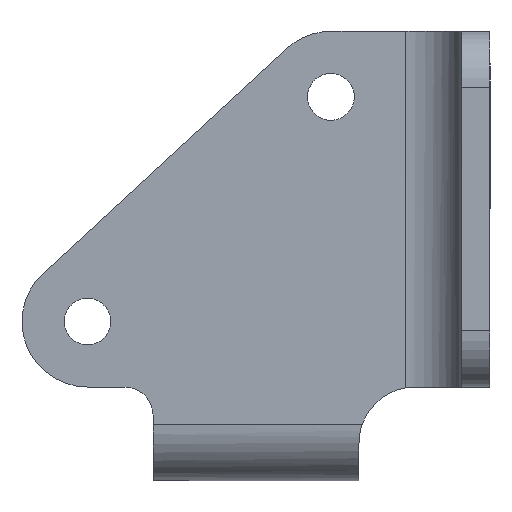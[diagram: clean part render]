
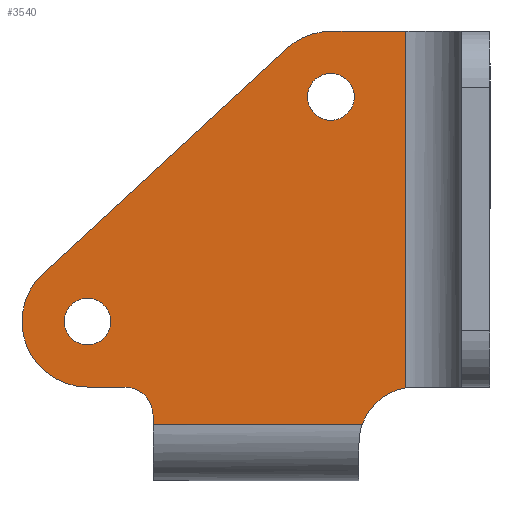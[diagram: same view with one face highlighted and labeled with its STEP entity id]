
A CAD part, left-side view. The second image highlights one B-rep face of the part: STEP entity #3540.
In plain terms, the highlighted planar face has unit normal (-1, 0, 0).
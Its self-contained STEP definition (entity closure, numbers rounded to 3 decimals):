
#49 = VECTOR ( 'NONE', #2152, 1000. ) ;
#66 = DIRECTION ( 'NONE',  ( 1., 0., 0. ) ) ;
#97 = PLANE ( 'NONE',  #5304 ) ;
#149 = VECTOR ( 'NONE', #1662, 1000. ) ;
#178 = AXIS2_PLACEMENT_3D ( 'NONE', #5515, #918, #4329 ) ;
#242 = CIRCLE ( 'NONE', #3469, 3. ) ;
#283 = CIRCLE ( 'NONE', #1813, 6. ) ;
#377 = DIRECTION ( 'NONE',  ( 0., 0., -1. ) ) ;
#379 = ORIENTED_EDGE ( 'NONE', *, *, #3423, .T. ) ;
#383 = LINE ( 'NONE', #1147, #2687 ) ;
#463 = EDGE_CURVE ( 'NONE', #2725, #4698, #2320, .T. ) ;
#512 = CARTESIAN_POINT ( 'NONE',  ( -10., -8., -31.084 ) ) ;
#522 = FACE_BOUND ( 'NONE', #1473, .T. ) ;
#615 = EDGE_CURVE ( 'NONE', #3207, #1781, #1637, .T. ) ;
#627 = ORIENTED_EDGE ( 'NONE', *, *, #4505, .T. ) ;
#657 = DIRECTION ( 'NONE',  ( 1., 0., 0. ) ) ;
#667 = ORIENTED_EDGE ( 'NONE', *, *, #463, .F. ) ;
#681 = EDGE_CURVE ( 'NONE', #5052, #5390, #3448, .T. ) ;
#833 = CARTESIAN_POINT ( 'NONE',  ( -10., -17., 7. ) ) ;
#918 = DIRECTION ( 'NONE',  ( 1., 0., 0. ) ) ;
#981 = VERTEX_POINT ( 'NONE', #3256 ) ;
#1001 = ORIENTED_EDGE ( 'NONE', *, *, #3034, .F. ) ;
#1147 = CARTESIAN_POINT ( 'NONE',  ( -10., -8., 7. ) ) ;
#1183 = CIRCLE ( 'NONE', #1452, 7. ) ;
#1279 = CARTESIAN_POINT ( 'NONE',  ( -10., 26., -24. ) ) ;
#1286 = CARTESIAN_POINT ( 'NONE',  ( -10., 26., -24. ) ) ;
#1322 = CIRCLE ( 'NONE', #4453, 2.5 ) ;
#1344 = CIRCLE ( 'NONE', #1971, 7. ) ;
#1381 = CARTESIAN_POINT ( 'NONE',  ( -10., 0., 2.5 ) ) ;
#1390 = EDGE_CURVE ( 'NONE', #4260, #2319, #4244, .T. ) ;
#1391 = FACE_OUTER_BOUND ( 'NONE', #4528, .T. ) ;
#1452 = AXIS2_PLACEMENT_3D ( 'NONE', #1279, #3066, #377 ) ;
#1473 = EDGE_LOOP ( 'NONE', ( #4985, #3703 ) ) ;
#1637 = LINE ( 'NONE', #2460, #149 ) ;
#1662 = DIRECTION ( 'NONE',  ( 0., -1., 0. ) ) ;
#1668 = VECTOR ( 'NONE', #5426, 1000. ) ;
#1746 = VERTEX_POINT ( 'NONE', #3061 ) ;
#1771 = DIRECTION ( 'NONE',  ( 1., 0., 0. ) ) ;
#1781 = VERTEX_POINT ( 'NONE', #2187 ) ;
#1792 = CIRCLE ( 'NONE', #2053, 2.5 ) ;
#1813 = AXIS2_PLACEMENT_3D ( 'NONE', #2984, #66, #5174 ) ;
#1958 = EDGE_CURVE ( 'NONE', #2818, #4588, #1792, .T. ) ;
#1971 = AXIS2_PLACEMENT_3D ( 'NONE', #3577, #3521, #4028 ) ;
#2053 = AXIS2_PLACEMENT_3D ( 'NONE', #4488, #657, #2346 ) ;
#2080 = LINE ( 'NONE', #833, #4571 ) ;
#2104 = EDGE_CURVE ( 'NONE', #4698, #1746, #1344, .T. ) ;
#2152 = DIRECTION ( 'NONE',  ( 0., 1., 0. ) ) ;
#2187 = CARTESIAN_POINT ( 'NONE',  ( -10., -3.343, -35. ) ) ;
#2239 = CARTESIAN_POINT ( 'NONE',  ( -10., 26., -31. ) ) ;
#2319 = VERTEX_POINT ( 'NONE', #5085 ) ;
#2320 = LINE ( 'NONE', #4095, #1668 ) ;
#2340 = EDGE_CURVE ( 'NONE', #4588, #2818, #2862, .T. ) ;
#2346 = DIRECTION ( 'NONE',  ( 0., 0., -1. ) ) ;
#2409 = VERTEX_POINT ( 'NONE', #2525 ) ;
#2460 = CARTESIAN_POINT ( 'NONE',  ( -10., 19., -35. ) ) ;
#2525 = CARTESIAN_POINT ( 'NONE',  ( -10., -8., 7. ) ) ;
#2616 = EDGE_LOOP ( 'NONE', ( #627, #4296 ) ) ;
#2641 = DIRECTION ( 'NONE',  ( 1., 0., 0. ) ) ;
#2687 = VECTOR ( 'NONE', #2882, 1000. ) ;
#2725 = VERTEX_POINT ( 'NONE', #2977 ) ;
#2818 = VERTEX_POINT ( 'NONE', #1381 ) ;
#2862 = CIRCLE ( 'NONE', #178, 2.5 ) ;
#2882 = DIRECTION ( 'NONE',  ( 0., 0., -1. ) ) ;
#2887 = VERTEX_POINT ( 'NONE', #512 ) ;
#2977 = CARTESIAN_POINT ( 'NONE',  ( -10., 30.748, -18.856 ) ) ;
#2984 = CARTESIAN_POINT ( 'NONE',  ( -10., -9., -37. ) ) ;
#3034 = EDGE_CURVE ( 'NONE', #3207, #981, #3248, .T. ) ;
#3061 = CARTESIAN_POINT ( 'NONE',  ( -10., 0., 7. ) ) ;
#3066 = DIRECTION ( 'NONE',  ( 1., 0., 0. ) ) ;
#3090 = DIRECTION ( 'NONE',  ( 0., 0., -1. ) ) ;
#3096 = CARTESIAN_POINT ( 'NONE',  ( -10., 22., -31. ) ) ;
#3149 = CARTESIAN_POINT ( 'NONE',  ( -10., 26., -31. ) ) ;
#3207 = VERTEX_POINT ( 'NONE', #4735 ) ;
#3248 = LINE ( 'NONE', #4966, #4765 ) ;
#3256 = CARTESIAN_POINT ( 'NONE',  ( -10., 19., -34. ) ) ;
#3423 = EDGE_CURVE ( 'NONE', #1781, #2887, #283, .T. ) ;
#3448 = LINE ( 'NONE', #2239, #49 ) ;
#3469 = AXIS2_PLACEMENT_3D ( 'NONE', #3507, #1771, #4714 ) ;
#3507 = CARTESIAN_POINT ( 'NONE',  ( -10., 22., -34. ) ) ;
#3515 = EDGE_CURVE ( 'NONE', #5390, #2725, #1183, .T. ) ;
#3518 = ORIENTED_EDGE ( 'NONE', *, *, #5240, .F. ) ;
#3521 = DIRECTION ( 'NONE',  ( 1., 0., 0. ) ) ;
#3527 = CARTESIAN_POINT ( 'NONE',  ( -10., 26., -24. ) ) ;
#3540 = ADVANCED_FACE ( 'NONE', ( #522, #4356, #1391 ), #97, .F. ) ;
#3577 = CARTESIAN_POINT ( 'NONE',  ( -10., 0., 0. ) ) ;
#3703 = ORIENTED_EDGE ( 'NONE', *, *, #1958, .T. ) ;
#3802 = DIRECTION ( 'NONE',  ( 0., 0., -1. ) ) ;
#3956 = ORIENTED_EDGE ( 'NONE', *, *, #681, .F. ) ;
#3976 = AXIS2_PLACEMENT_3D ( 'NONE', #1286, #5095, #3802 ) ;
#4028 = DIRECTION ( 'NONE',  ( 0., 0., -1. ) ) ;
#4041 = CARTESIAN_POINT ( 'NONE',  ( -10., 26., -21.5 ) ) ;
#4095 = CARTESIAN_POINT ( 'NONE',  ( -10., 4.748, 5.144 ) ) ;
#4173 = EDGE_CURVE ( 'NONE', #5052, #981, #242, .T. ) ;
#4244 = CIRCLE ( 'NONE', #3976, 2.5 ) ;
#4260 = VERTEX_POINT ( 'NONE', #4041 ) ;
#4296 = ORIENTED_EDGE ( 'NONE', *, *, #1390, .T. ) ;
#4315 = DIRECTION ( 'NONE',  ( 0., 0., -1. ) ) ;
#4329 = DIRECTION ( 'NONE',  ( 0., 0., -1. ) ) ;
#4356 = FACE_BOUND ( 'NONE', #2616, .T. ) ;
#4453 = AXIS2_PLACEMENT_3D ( 'NONE', #3527, #5219, #4315 ) ;
#4488 = CARTESIAN_POINT ( 'NONE',  ( -10., 0., 0. ) ) ;
#4505 = EDGE_CURVE ( 'NONE', #2319, #4260, #1322, .T. ) ;
#4528 = EDGE_LOOP ( 'NONE', ( #5488, #3518, #5097, #667, #5467, #3956, #4678, #1001, #4679, #379 ) ) ;
#4571 = VECTOR ( 'NONE', #5084, 1000. ) ;
#4588 = VERTEX_POINT ( 'NONE', #5155 ) ;
#4678 = ORIENTED_EDGE ( 'NONE', *, *, #4173, .T. ) ;
#4679 = ORIENTED_EDGE ( 'NONE', *, *, #615, .T. ) ;
#4698 = VERTEX_POINT ( 'NONE', #5385 ) ;
#4714 = DIRECTION ( 'NONE',  ( 0., 0., -1. ) ) ;
#4735 = CARTESIAN_POINT ( 'NONE',  ( -10., 19., -35. ) ) ;
#4747 = EDGE_CURVE ( 'NONE', #2409, #2887, #383, .T. ) ;
#4765 = VECTOR ( 'NONE', #5051, 1000. ) ;
#4966 = CARTESIAN_POINT ( 'NONE',  ( -10., 19., -35. ) ) ;
#4985 = ORIENTED_EDGE ( 'NONE', *, *, #2340, .T. ) ;
#5051 = DIRECTION ( 'NONE',  ( 0., 0., 1. ) ) ;
#5052 = VERTEX_POINT ( 'NONE', #3096 ) ;
#5084 = DIRECTION ( 'NONE',  ( 0., -1., 0. ) ) ;
#5085 = CARTESIAN_POINT ( 'NONE',  ( -10., 26., -26.5 ) ) ;
#5095 = DIRECTION ( 'NONE',  ( 1., 0., 0. ) ) ;
#5097 = ORIENTED_EDGE ( 'NONE', *, *, #2104, .F. ) ;
#5155 = CARTESIAN_POINT ( 'NONE',  ( -10., 0., -2.5 ) ) ;
#5174 = DIRECTION ( 'NONE',  ( 0., 0., -1. ) ) ;
#5219 = DIRECTION ( 'NONE',  ( 1., 0., 0. ) ) ;
#5234 = CARTESIAN_POINT ( 'NONE',  ( -10., 19., -35. ) ) ;
#5240 = EDGE_CURVE ( 'NONE', #1746, #2409, #2080, .T. ) ;
#5304 = AXIS2_PLACEMENT_3D ( 'NONE', #5234, #2641, #3090 ) ;
#5385 = CARTESIAN_POINT ( 'NONE',  ( -10., 4.748, 5.144 ) ) ;
#5390 = VERTEX_POINT ( 'NONE', #3149 ) ;
#5426 = DIRECTION ( 'NONE',  ( 0., -0.735, 0.678 ) ) ;
#5467 = ORIENTED_EDGE ( 'NONE', *, *, #3515, .F. ) ;
#5488 = ORIENTED_EDGE ( 'NONE', *, *, #4747, .F. ) ;
#5515 = CARTESIAN_POINT ( 'NONE',  ( -10., 0., 0. ) ) ;
